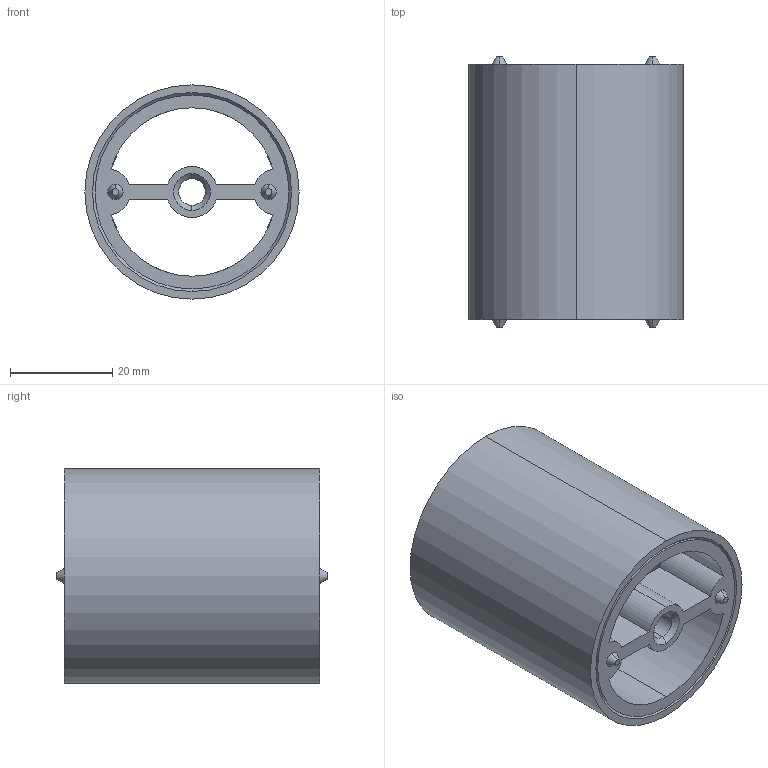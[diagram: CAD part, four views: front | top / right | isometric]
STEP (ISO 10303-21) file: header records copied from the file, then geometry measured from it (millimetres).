
FILE_DESCRIPTION (( 'STEP AP203' ), '1' );
FILE_NAME ('50601-240.STEP', '2020-11-12T12:19:31', ( '' ), ( '' ), 'SwSTEP 2.0', 'SolidWorks 2018', '' );
FILE_SCHEMA (( 'CONFIG_CONTROL_DESIGN' ));
Length unit declared in the file: millimetre
Products named in the file (6): 50601-240 Teil1; 50601-240 Teil2; 50601-240 Teil1_50601-240 Teil1; 50601-240; 50601-240 Teil2_50601-240 Teil2
Assembly tree (3 placements, depth 2):
  50601-240 Teil1
  50601-240 Teil2
  50601-240 Teil2
  50601-240
    50601-240 Teil1_50601-240 Teil1
    50601-240 Teil2_50601-240 Teil2  x2
Bounding box: 42 x 53 x 42 mm (x, y, z)
Volume: 29069.4 mm3; surface area: 26644.1 mm2
Topology: 3 solids, 3 shells, 309 faces, 792 edges, 520 vertices
Faces by surface type: plane 116, bspline 98, cylinder 63, cone 32
Entity records: 12788 total; most frequent: CARTESIAN_POINT 6279, ORIENTED_EDGE 1382, DIRECTION 975, EDGE_CURVE 691, VERTEX_POINT 456, AXIS2_PLACEMENT_3D 326, VECTOR 323, LINE 323
